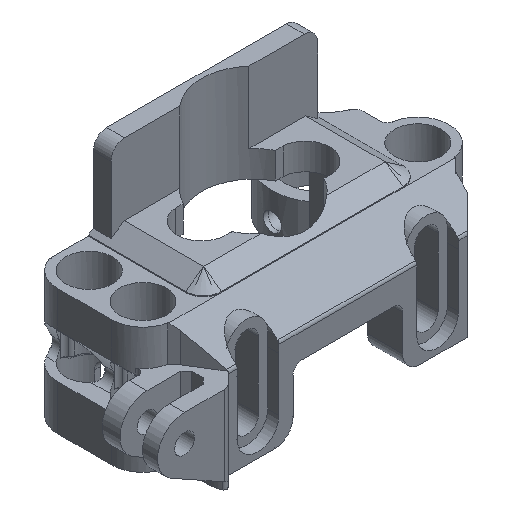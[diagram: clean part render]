
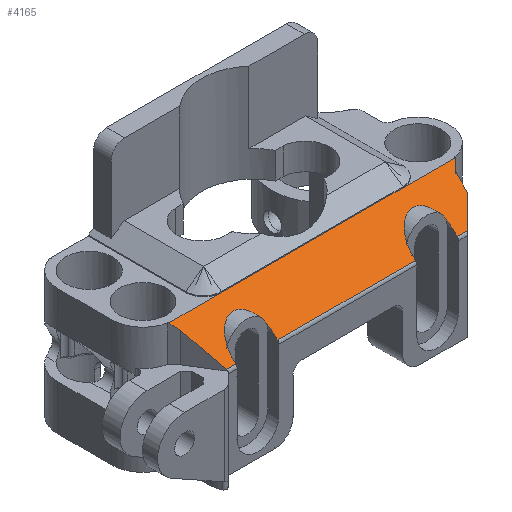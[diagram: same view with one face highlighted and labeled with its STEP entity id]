
A CAD part, isometric view. The second image highlights one B-rep face of the part: STEP entity #4165.
In plain terms, the highlighted planar face has unit normal (0, -0.707, 0.707).
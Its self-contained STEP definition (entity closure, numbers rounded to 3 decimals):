
#208=PLANE('',#4484);
#346=FACE_OUTER_BOUND('',#555,.T.);
#555=EDGE_LOOP('',(#3205,#3206,#3207,#3208,#3209,#3210,#3211,#3212,#3213,
#3214,#3215,#3216,#3217,#3218,#3219,#3220,#3221,#3222,#3223,#3224,#3225));
#963=LINE('',#6761,#1310);
#979=LINE('',#6866,#1326);
#1003=LINE('',#6987,#1350);
#1008=LINE('',#6998,#1355);
#1022=LINE('',#7038,#1369);
#1024=LINE('',#7048,#1371);
#1025=LINE('',#7050,#1372);
#1026=LINE('',#7052,#1373);
#1027=LINE('',#7060,#1374);
#1028=LINE('',#7062,#1375);
#1029=LINE('',#7064,#1376);
#1030=LINE('',#7066,#1377);
#1031=LINE('',#7067,#1378);
#1032=LINE('',#7068,#1379);
#1033=LINE('',#7069,#1380);
#1310=VECTOR('',#5080,10.);
#1326=VECTOR('',#5122,10.);
#1350=VECTOR('',#5184,10.);
#1355=VECTOR('',#5193,10.);
#1369=VECTOR('',#5223,10.);
#1371=VECTOR('',#5233,10.);
#1372=VECTOR('',#5234,10.);
#1373=VECTOR('',#5235,10.);
#1374=VECTOR('',#5242,10.);
#1375=VECTOR('',#5243,10.);
#1376=VECTOR('',#5244,10.);
#1377=VECTOR('',#5245,10.);
#1378=VECTOR('',#5246,10.);
#1379=VECTOR('',#5247,10.);
#1380=VECTOR('',#5248,10.);
#1550=ELLIPSE('',#4485,3.288,2.325);
#1551=ELLIPSE('',#4486,3.288,2.325);
#1552=ELLIPSE('',#4487,3.288,2.325);
#1553=ELLIPSE('',#4488,3.288,2.325);
#1554=ELLIPSE('',#4489,3.288,2.325);
#1555=ELLIPSE('',#4490,3.288,2.325);
#1737=VERTEX_POINT('',#6758);
#1738=VERTEX_POINT('',#6760);
#1758=VERTEX_POINT('',#6863);
#1759=VERTEX_POINT('',#6865);
#1793=VERTEX_POINT('',#6984);
#1794=VERTEX_POINT('',#6986);
#1798=VERTEX_POINT('',#6996);
#1816=VERTEX_POINT('',#7037);
#1817=VERTEX_POINT('',#7041);
#1818=VERTEX_POINT('',#7043);
#1819=VERTEX_POINT('',#7045);
#1820=VERTEX_POINT('',#7047);
#1821=VERTEX_POINT('',#7049);
#1822=VERTEX_POINT('',#7051);
#1823=VERTEX_POINT('',#7053);
#1824=VERTEX_POINT('',#7055);
#1825=VERTEX_POINT('',#7057);
#1826=VERTEX_POINT('',#7059);
#1827=VERTEX_POINT('',#7061);
#1828=VERTEX_POINT('',#7063);
#1829=VERTEX_POINT('',#7065);
#2251=EDGE_CURVE('',#1738,#1737,#963,.F.);
#2281=EDGE_CURVE('',#1759,#1758,#979,.F.);
#2322=EDGE_CURVE('',#1793,#1794,#1003,.T.);
#2328=EDGE_CURVE('',#1793,#1798,#1008,.T.);
#2348=EDGE_CURVE('',#1816,#1794,#1022,.T.);
#2350=EDGE_CURVE('',#1798,#1817,#1550,.T.);
#2351=EDGE_CURVE('',#1817,#1818,#1551,.T.);
#2352=EDGE_CURVE('',#1818,#1819,#1552,.T.);
#2353=EDGE_CURVE('',#1819,#1820,#1024,.T.);
#2354=EDGE_CURVE('',#1821,#1820,#1025,.T.);
#2355=EDGE_CURVE('',#1821,#1822,#1026,.T.);
#2356=EDGE_CURVE('',#1822,#1823,#1553,.T.);
#2357=EDGE_CURVE('',#1823,#1824,#1554,.T.);
#2358=EDGE_CURVE('',#1824,#1825,#1555,.T.);
#2359=EDGE_CURVE('',#1825,#1826,#1027,.T.);
#2360=EDGE_CURVE('',#1827,#1826,#1028,.T.);
#2361=EDGE_CURVE('',#1828,#1827,#1029,.T.);
#2362=EDGE_CURVE('',#1828,#1829,#1030,.T.);
#2363=EDGE_CURVE('',#1829,#1759,#1031,.F.);
#2364=EDGE_CURVE('',#1758,#1738,#1032,.F.);
#2365=EDGE_CURVE('',#1816,#1737,#1033,.T.);
#3205=ORIENTED_EDGE('',*,*,#2322,.F.);
#3206=ORIENTED_EDGE('',*,*,#2328,.T.);
#3207=ORIENTED_EDGE('',*,*,#2350,.T.);
#3208=ORIENTED_EDGE('',*,*,#2351,.T.);
#3209=ORIENTED_EDGE('',*,*,#2352,.T.);
#3210=ORIENTED_EDGE('',*,*,#2353,.T.);
#3211=ORIENTED_EDGE('',*,*,#2354,.F.);
#3212=ORIENTED_EDGE('',*,*,#2355,.T.);
#3213=ORIENTED_EDGE('',*,*,#2356,.T.);
#3214=ORIENTED_EDGE('',*,*,#2357,.T.);
#3215=ORIENTED_EDGE('',*,*,#2358,.T.);
#3216=ORIENTED_EDGE('',*,*,#2359,.T.);
#3217=ORIENTED_EDGE('',*,*,#2360,.F.);
#3218=ORIENTED_EDGE('',*,*,#2361,.F.);
#3219=ORIENTED_EDGE('',*,*,#2362,.T.);
#3220=ORIENTED_EDGE('',*,*,#2363,.T.);
#3221=ORIENTED_EDGE('',*,*,#2281,.T.);
#3222=ORIENTED_EDGE('',*,*,#2364,.T.);
#3223=ORIENTED_EDGE('',*,*,#2251,.T.);
#3224=ORIENTED_EDGE('',*,*,#2365,.F.);
#3225=ORIENTED_EDGE('',*,*,#2348,.T.);
#4165=ADVANCED_FACE('',(#346),#208,.T.);
#4484=AXIS2_PLACEMENT_3D('',#7040,#5225,#5226);
#4485=AXIS2_PLACEMENT_3D('',#7042,#5227,#5228);
#4486=AXIS2_PLACEMENT_3D('',#7044,#5229,#5230);
#4487=AXIS2_PLACEMENT_3D('',#7046,#5231,#5232);
#4488=AXIS2_PLACEMENT_3D('',#7054,#5236,#5237);
#4489=AXIS2_PLACEMENT_3D('',#7056,#5238,#5239);
#4490=AXIS2_PLACEMENT_3D('',#7058,#5240,#5241);
#5080=DIRECTION('',(1.,0.,0.));
#5122=DIRECTION('',(1.,0.,0.));
#5184=DIRECTION('',(-1.,0.,0.));
#5193=DIRECTION('',(0.,0.707,0.707));
#5223=DIRECTION('',(0.4,-0.648,-0.648));
#5225=DIRECTION('center_axis',(0.,-0.707,
0.707));
#5226=DIRECTION('ref_axis',(1.,0.,0.));
#5227=DIRECTION('center_axis',(0.,0.707,-0.707));
#5228=DIRECTION('ref_axis',(0.,0.707,0.707));
#5229=DIRECTION('center_axis',(0.,0.707,-0.707));
#5230=DIRECTION('ref_axis',(0.,-0.707,-0.707));
#5231=DIRECTION('center_axis',(0.,0.707,-0.707));
#5232=DIRECTION('ref_axis',(0.,0.707,0.707));
#5233=DIRECTION('',(0.,-0.707,-0.707));
#5234=DIRECTION('',(-1.,0.,0.));
#5235=DIRECTION('',(0.,0.707,0.707));
#5236=DIRECTION('center_axis',(0.,0.707,-0.707));
#5237=DIRECTION('ref_axis',(0.,0.707,0.707));
#5238=DIRECTION('center_axis',(0.,0.707,-0.707));
#5239=DIRECTION('ref_axis',(0.,-0.707,-0.707));
#5240=DIRECTION('center_axis',(0.,0.707,-0.707));
#5241=DIRECTION('ref_axis',(0.,0.707,0.707));
#5242=DIRECTION('',(0.,-0.707,-0.707));
#5243=DIRECTION('',(-1.,0.,0.));
#5244=DIRECTION('',(-0.577,-0.577,-0.577));
#5245=DIRECTION('',(0.,0.707,0.707));
#5246=DIRECTION('',(-0.539,-0.596,-0.596));
#5247=DIRECTION('',(1.,0.,0.));
#5248=DIRECTION('',(-0.539,0.596,0.596));
#6758=CARTESIAN_POINT('',(-15.96,-35.848,-6.051));
#6760=CARTESIAN_POINT('',(-10.083,-35.848,-6.051));
#6761=CARTESIAN_POINT('',(11.973,-35.848,-6.051));
#6863=CARTESIAN_POINT('',(10.117,-35.848,-6.051));
#6865=CARTESIAN_POINT('',(15.907,-35.848,-6.051));
#6866=CARTESIAN_POINT('',(11.973,-35.848,-6.051));
#6984=CARTESIAN_POINT('',(-12.352,-39.701,-9.905));
#6986=CARTESIAN_POINT('',(-13.379,-39.701,-9.905));
#6987=CARTESIAN_POINT('',(3.973,-39.701,-9.905));
#6996=CARTESIAN_POINT('',(-12.352,-39.398,-9.601));
#6998=CARTESIAN_POINT('',(-12.352,-38.423,-8.627));
#7037=CARTESIAN_POINT('',(-15.327,-36.548,-6.751));
#7038=CARTESIAN_POINT('',(-12.104,-41.765,-11.969));
#7040=CARTESIAN_POINT('Origin',(7.973,-37.848,-8.051));
#7041=CARTESIAN_POINT('',(-12.21,-38.598,-8.801));
#7042=CARTESIAN_POINT('Origin',(-10.027,-39.398,-9.601));
#7043=CARTESIAN_POINT('',(-7.844,-38.598,-8.801));
#7044=CARTESIAN_POINT('Origin',(-10.027,-39.398,-9.601));
#7045=CARTESIAN_POINT('',(-7.702,-39.398,-9.601));
#7046=CARTESIAN_POINT('Origin',(-10.027,-39.398,-9.601));
#7047=CARTESIAN_POINT('',(-7.702,-39.701,-9.905));
#7048=CARTESIAN_POINT('',(-7.702,-39.074,-9.277));
#7049=CARTESIAN_POINT('',(7.648,-39.701,-9.905));
#7050=CARTESIAN_POINT('',(3.973,-39.701,-9.905));
#7051=CARTESIAN_POINT('',(7.648,-39.398,-9.601));
#7052=CARTESIAN_POINT('',(7.648,-38.423,-8.626));
#7053=CARTESIAN_POINT('',(7.79,-38.598,-8.801));
#7054=CARTESIAN_POINT('Origin',(9.973,-39.398,-9.601));
#7055=CARTESIAN_POINT('',(12.156,-38.598,-8.801));
#7056=CARTESIAN_POINT('Origin',(9.973,-39.398,-9.601));
#7057=CARTESIAN_POINT('',(12.298,-39.398,-9.601));
#7058=CARTESIAN_POINT('Origin',(9.973,-39.398,-9.601));
#7059=CARTESIAN_POINT('',(12.298,-39.701,-9.905));
#7060=CARTESIAN_POINT('',(12.298,-39.074,-9.278));
#7061=CARTESIAN_POINT('',(13.42,-39.701,-9.905));
#7062=CARTESIAN_POINT('',(3.973,-39.701,-9.905));
#7063=CARTESIAN_POINT('',(15.273,-37.848,-8.051));
#7064=CARTESIAN_POINT('',(11.809,-41.312,-11.516));
#7065=CARTESIAN_POINT('',(15.273,-36.548,-6.751));
#7066=CARTESIAN_POINT('',(15.273,-40.348,-10.551));
#7067=CARTESIAN_POINT('',(14.021,-37.932,-8.136));
#7068=CARTESIAN_POINT('',(11.973,-35.848,-6.051));
#7069=CARTESIAN_POINT('',(-11.752,-40.5,-10.704));
